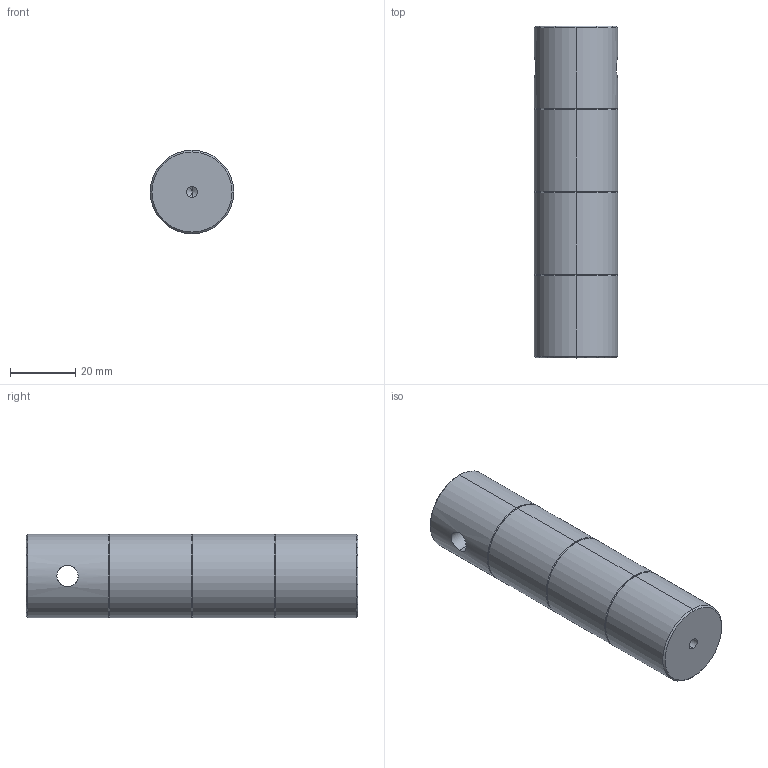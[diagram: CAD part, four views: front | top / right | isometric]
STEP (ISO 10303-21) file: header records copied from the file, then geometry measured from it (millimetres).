
FILE_DESCRIPTION (( 'STEP AP203' ), '1' );
FILE_NAME ('02FEP-4.STEP', '2016-03-01T07:38:13', ( '' ), ( '' ), 'SwSTEP 2.0', 'SolidWorks 2016', '' );
FILE_SCHEMA (( 'CONFIG_CONTROL_DESIGN' ));
Length unit declared in the file: millimetre
Products named in the file (1): 02FEP-4
Bounding box: 25.5 x 101.6 x 25.5 mm (x, y, z)
Volume: 50862.9 mm3; surface area: 9773.6 mm2
Topology: 1 solids, 1 shells, 36 faces, 76 edges, 40 vertices
Faces by surface type: cone 20, cylinder 14, plane 2
Entity records: 1115 total; most frequent: CARTESIAN_POINT 273, DIRECTION 176, ORIENTED_EDGE 144, EDGE_CURVE 72, AXIS2_PLACEMENT_3D 71, EDGE_LOOP 40, VERTEX_POINT 40, ADVANCED_FACE 36
